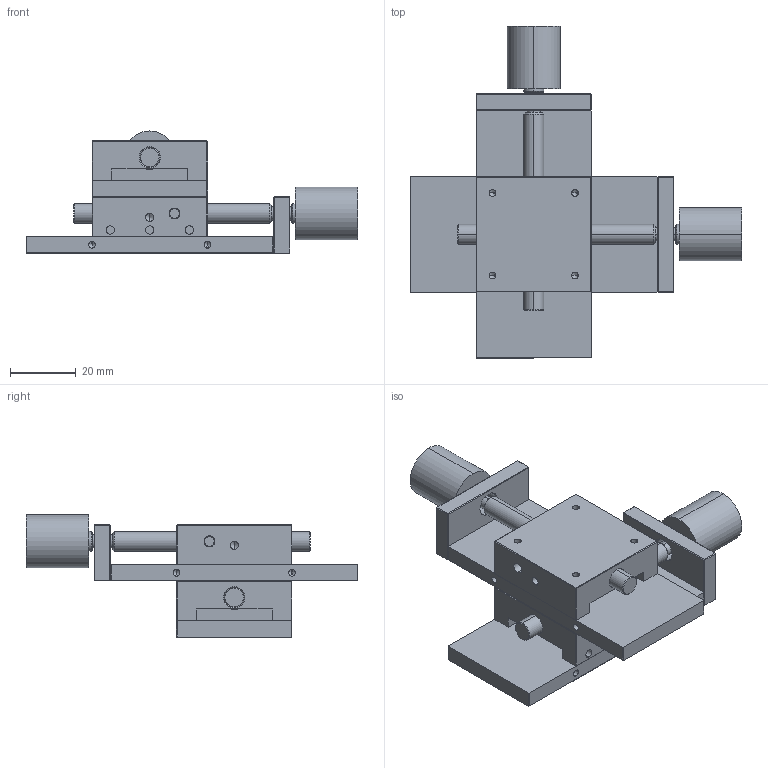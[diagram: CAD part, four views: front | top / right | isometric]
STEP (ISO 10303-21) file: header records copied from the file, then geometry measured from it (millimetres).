
FILE_DESCRIPTION (( 'STEP AP214' ), '1' );
FILE_NAME ('517351.STEP', '2019-10-23T07:05:03', ( 'user' ), ( '微软中国' ), 'SwSTEP 2.0', 'SolidWorks 2016', '' );
FILE_SCHEMA (( 'AUTOMOTIVE_DESIGN' ));
Length unit declared in the file: millimetre
Products named in the file (1): 517351
Bounding box: 100.6 x 100.6 x 37 mm (x, y, z)
Volume: 63000 mm3; surface area: 34037.1 mm2
Topology: 16 solids, 16 shells, 476 faces, 1090 edges, 636 vertices
Faces by surface type: plane 208, cylinder 164, cone 96, bspline 8
Entity records: 15347 total; most frequent: CARTESIAN_POINT 2775, DIRECTION 2336, ORIENTED_EDGE 2068, EDGE_CURVE 1034, AXIS2_PLACEMENT_3D 857, VERTEX_POINT 636, LINE 622, VECTOR 622
